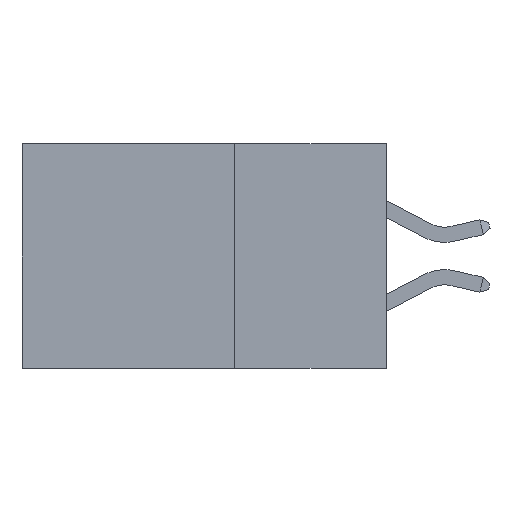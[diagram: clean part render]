
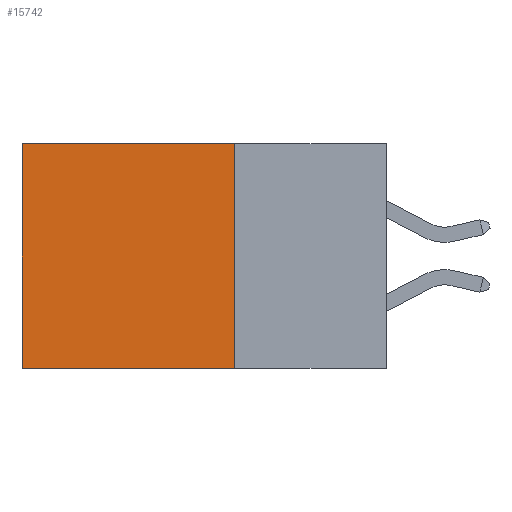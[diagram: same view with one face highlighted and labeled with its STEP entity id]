
A CAD part, left-side view. The second image highlights one B-rep face of the part: STEP entity #15742.
In plain terms, the highlighted planar face has unit normal (-1, 0, 0).
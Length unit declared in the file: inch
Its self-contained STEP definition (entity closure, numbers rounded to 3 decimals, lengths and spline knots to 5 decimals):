
#53 = FACE_OUTER_BOUND ( 'NONE', #622, .T. ) ;
#622 = EDGE_LOOP ( 'NONE', ( #4287, #23884, #10205, #10804 ) ) ;
#1360 = VECTOR ( 'NONE', #7787, 39.37008 ) ;
#3466 = CARTESIAN_POINT ( 'NONE',  ( 0.2615, 0.25, 0. ) ) ;
#3590 = CARTESIAN_POINT ( 'NONE',  ( 0.2615, 0.25, 0. ) ) ;
#3814 = DIRECTION ( 'NONE',  ( 0., 0., -1. ) ) ;
#4287 = ORIENTED_EDGE ( 'NONE', *, *, #21122, .T. ) ;
#5442 = LINE ( 'NONE', #3466, #1360 ) ;
#5617 = CARTESIAN_POINT ( 'NONE',  ( 0.2615, 0.25, -0.37 ) ) ;
#5624 = CARTESIAN_POINT ( 'NONE',  ( 0.2615, 0.6, -0.37 ) ) ;
#5743 = DIRECTION ( 'NONE',  ( 0., 0., -1. ) ) ;
#7787 = DIRECTION ( 'NONE',  ( 0., 1., 0. ) ) ;
#8010 = EDGE_CURVE ( 'NONE', #9288, #20078, #5442, .T. ) ;
#8330 = VECTOR ( 'NONE', #13146, 39.37008 ) ;
#9288 = VERTEX_POINT ( 'NONE', #3590 ) ;
#9932 = EDGE_CURVE ( 'NONE', #18125, #16225, #16251, .T. ) ;
#10163 = VECTOR ( 'NONE', #3814, 39.37008 ) ;
#10205 = ORIENTED_EDGE ( 'NONE', *, *, #16539, .F. ) ;
#10804 = ORIENTED_EDGE ( 'NONE', *, *, #8010, .T. ) ;
#11289 = AXIS2_PLACEMENT_3D ( 'NONE', #5617, #22277, #5743 ) ;
#12898 = VECTOR ( 'NONE', #19961, 39.37008 ) ;
#13146 = DIRECTION ( 'NONE',  ( 0., 0., -1. ) ) ;
#13194 = LINE ( 'NONE', #20481, #10163 ) ;
#13219 = CARTESIAN_POINT ( 'NONE',  ( 0.2615, 0.25, -0.37 ) ) ;
#15742 = ADVANCED_FACE ( 'NONE', ( #53 ), #18438, .F. ) ;
#16225 = VERTEX_POINT ( 'NONE', #18534 ) ;
#16251 = LINE ( 'NONE', #17851, #12898 ) ;
#16539 = EDGE_CURVE ( 'NONE', #9288, #18125, #13194, .T. ) ;
#17851 = CARTESIAN_POINT ( 'NONE',  ( 0.2615, 0.25, -0.37 ) ) ;
#18125 = VERTEX_POINT ( 'NONE', #13219 ) ;
#18438 = PLANE ( 'NONE',  #11289 ) ;
#18534 = CARTESIAN_POINT ( 'NONE',  ( 0.2615, 0.6, -0.37 ) ) ;
#19961 = DIRECTION ( 'NONE',  ( 0., 1., 0. ) ) ;
#20078 = VERTEX_POINT ( 'NONE', #21828 ) ;
#20481 = CARTESIAN_POINT ( 'NONE',  ( 0.2615, 0.25, -0.37 ) ) ;
#21122 = EDGE_CURVE ( 'NONE', #20078, #16225, #22520, .T. ) ;
#21828 = CARTESIAN_POINT ( 'NONE',  ( 0.2615, 0.6, 0. ) ) ;
#22277 = DIRECTION ( 'NONE',  ( 1., 0., 0. ) ) ;
#22520 = LINE ( 'NONE', #5624, #8330 ) ;
#23884 = ORIENTED_EDGE ( 'NONE', *, *, #9932, .F. ) ;
